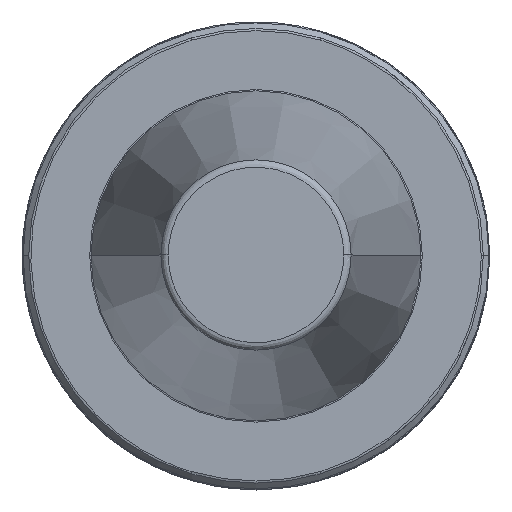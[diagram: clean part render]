
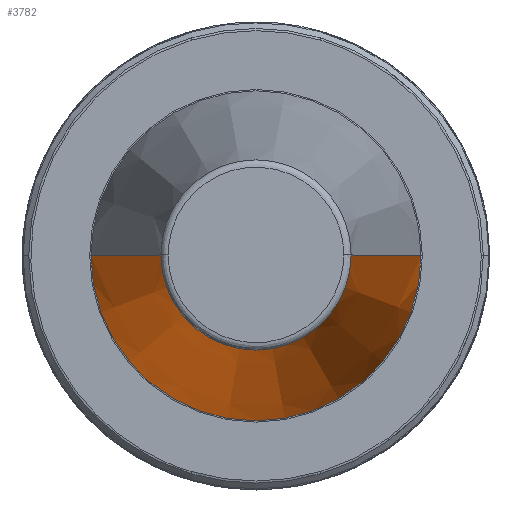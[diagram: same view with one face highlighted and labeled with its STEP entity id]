
A CAD part, top view. The second image highlights one B-rep face of the part: STEP entity #3782.
In plain terms, the highlighted conical face has half-angle 8.297 degrees and reference radius 12.812 mm.
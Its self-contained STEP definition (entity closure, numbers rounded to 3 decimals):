
#13 = AXIS2_PLACEMENT_3D ( 'NONE', #2380, #3572, #290 ) ;
#168 = VERTEX_POINT ( 'NONE', #3029 ) ;
#290 = DIRECTION ( 'NONE',  ( -1., 0., 0. ) ) ;
#303 = DIRECTION ( 'NONE',  ( -0.144, 0., -0.99 ) ) ;
#308 = ORIENTED_EDGE ( 'NONE', *, *, #2662, .F. ) ;
#331 = VECTOR ( 'NONE', #2861, 1000. ) ;
#430 = CIRCLE ( 'NONE', #2099, 12.812 ) ;
#436 = AXIS2_PLACEMENT_3D ( 'NONE', #1776, #825, #1169 ) ;
#469 = CARTESIAN_POINT ( 'NONE',  ( 0., 0., 64.544 ) ) ;
#581 = EDGE_CURVE ( 'NONE', #168, #888, #1565, .T. ) ;
#605 = ORIENTED_EDGE ( 'NONE', *, *, #2851, .F. ) ;
#769 = DIRECTION ( 'NONE',  ( -1., 0., 0. ) ) ;
#778 = CARTESIAN_POINT ( 'NONE',  ( 12.812, 0., 64.544 ) ) ;
#779 = CARTESIAN_POINT ( 'NONE',  ( 12.812, 0., 64.544 ) ) ;
#825 = DIRECTION ( 'NONE',  ( 0., 0., 1. ) ) ;
#888 = VERTEX_POINT ( 'NONE', #2690 ) ;
#934 = ORIENTED_EDGE ( 'NONE', *, *, #3165, .T. ) ;
#1169 = DIRECTION ( 'NONE',  ( 1., 0., 0. ) ) ;
#1214 = LINE ( 'NONE', #2390, #2946 ) ;
#1334 = VERTEX_POINT ( 'NONE', #2127 ) ;
#1485 = EDGE_LOOP ( 'NONE', ( #605, #308, #934, #3784 ) ) ;
#1565 = CIRCLE ( 'NONE', #436, 22.225 ) ;
#1776 = CARTESIAN_POINT ( 'NONE',  ( 0., 0., 0. ) ) ;
#2099 = AXIS2_PLACEMENT_3D ( 'NONE', #469, #2563, #769 ) ;
#2127 = CARTESIAN_POINT ( 'NONE',  ( -12.812, 0., 64.544 ) ) ;
#2258 = LINE ( 'NONE', #778, #331 ) ;
#2262 = VERTEX_POINT ( 'NONE', #779 ) ;
#2380 = CARTESIAN_POINT ( 'NONE',  ( 0., 0., 64.544 ) ) ;
#2390 = CARTESIAN_POINT ( 'NONE',  ( -12.812, 0., 64.544 ) ) ;
#2392 = CONICAL_SURFACE ( 'NONE', #13, 12.812, 0.145 ) ;
#2563 = DIRECTION ( 'NONE',  ( 0., 0., 1. ) ) ;
#2662 = EDGE_CURVE ( 'NONE', #1334, #2262, #430, .T. ) ;
#2690 = CARTESIAN_POINT ( 'NONE',  ( 22.225, 0., 0. ) ) ;
#2851 = EDGE_CURVE ( 'NONE', #2262, #888, #2258, .T. ) ;
#2861 = DIRECTION ( 'NONE',  ( 0.144, 0., -0.99 ) ) ;
#2946 = VECTOR ( 'NONE', #303, 1000. ) ;
#3029 = CARTESIAN_POINT ( 'NONE',  ( -22.225, 0., 0. ) ) ;
#3165 = EDGE_CURVE ( 'NONE', #1334, #168, #1214, .T. ) ;
#3205 = FACE_OUTER_BOUND ( 'NONE', #1485, .T. ) ;
#3572 = DIRECTION ( 'NONE',  ( 0., 0., -1. ) ) ;
#3782 = ADVANCED_FACE ( 'NONE', ( #3205 ), #2392, .T. ) ;
#3784 = ORIENTED_EDGE ( 'NONE', *, *, #581, .T. ) ;
